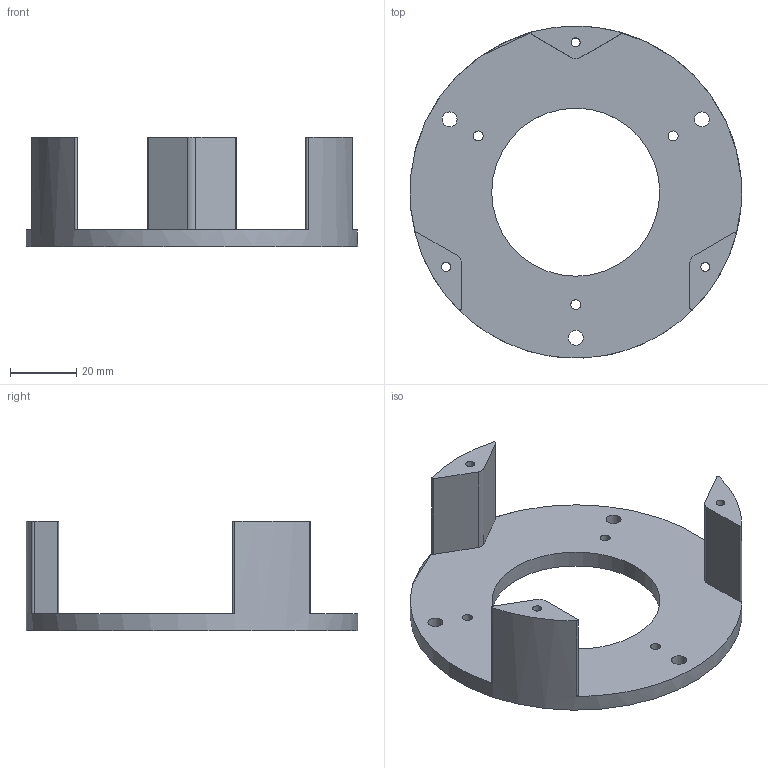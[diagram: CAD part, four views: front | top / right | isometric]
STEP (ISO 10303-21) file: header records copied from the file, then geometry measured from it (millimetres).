
FILE_DESCRIPTION(/* description */ ('STEP AP242','CAx-IF Rec.Pracs.---Representation and Presentation of Product Manufacturing Information (PMI)---4.0---2014-10-13','CAx-IF Rec.Pracs.---3D Tessellated Geometry---0.4---2014-09-14','2;1'),/* implementation_level */ '2;1');
FILE_NAME(/* name */ '61f7fb3ab054833dab2ce1b5',/* time_stamp */ '2022-01-31T15:07:38+00:00',/* author */ (''),/* organization */ (''),/* preprocessor_version */ 'ST-DEVELOPER v18.101',/* originating_system */ ' ',/* authorisation */ ' ');
FILE_SCHEMA (('AP242_MANAGED_MODEL_BASED_3D_ENGINEERING_MIM_LF { 1 0 10303 442 1 1 4 }'));
Length unit declared in the file: metre
Products named in the file (1): Photon Gear Mount Base
Bounding box: 100.17 x 100.28 x 33.07 mm (x, y, z)
Volume: 42014.7 mm3; surface area: 20162.2 mm2
Topology: 1 solids, 1 shells, 31 faces, 96 edges, 67 vertices
Faces by surface type: cylinder 20, plane 11
Full cylindrical faces by diameter (mm): 2.705 x3, 3 x3, 4.5 x3, 50.8 x1, 100.33 x1
Entity records: 1024 total; most frequent: DIRECTION 184, CARTESIAN_POINT 164, ORIENTED_EDGE 150, AXIS2_PLACEMENT_3D 77, EDGE_CURVE 75, EDGE_LOOP 62, FACE_BOUND 62, VERTEX_POINT 57
